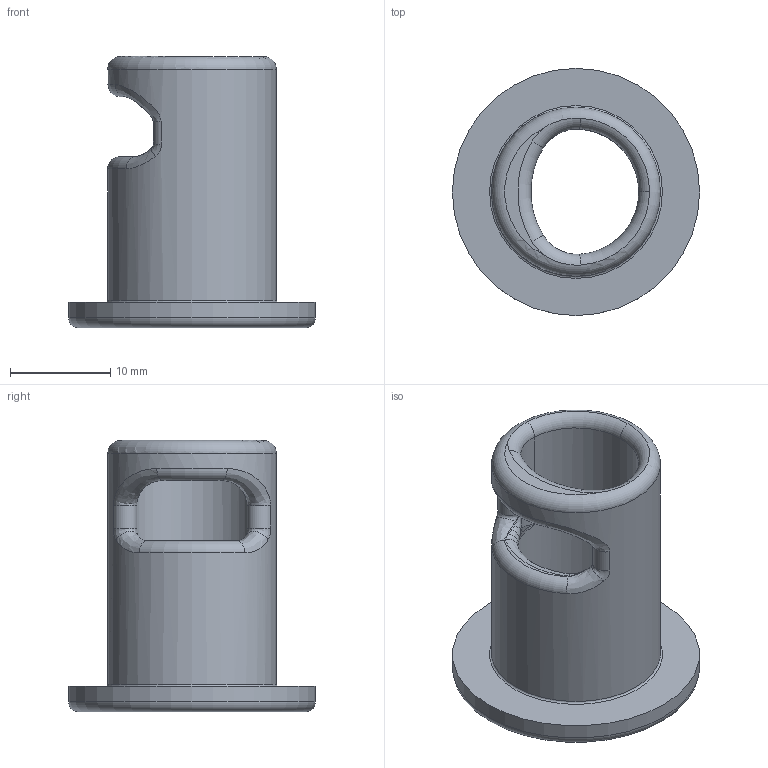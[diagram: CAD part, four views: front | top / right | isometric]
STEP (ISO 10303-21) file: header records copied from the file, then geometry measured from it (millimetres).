
FILE_DESCRIPTION(('HOOPS Exchange Step'),'2;1');
FILE_NAME('temp_export','2025-06-19T23:20:06+20:00',('me'),('Shapr3D Limited'),'HOOPS Exchange 2024.8','Shapr3D','Authorized');
FILE_SCHEMA( ('AP242_MANAGED_MODEL_BASED_3D_ENGINEERING_MIM_LF {1 0 10303 442 1 1 4}') );
Length unit declared in the file: millimetre
Products named in the file (21): print checks; LILY_51103_PART4; LILY_51103_PART3; LILY_51103_PART2; LILY_51103_PART1; CE 51103 ZR 17x30x9; swivel_4.5x17x30x9; root
Assembly tree (20 placements, depth 4):
  root
    swivel_4.5x17x30x9
      print checks
      CE 51103 ZR 17x30x9
        LILY_51103_PART4
        LILY_51103_PART4
        LILY_51103_PART4
        LILY_51103_PART4
        LILY_51103_PART4
        LILY_51103_PART4
        LILY_51103_PART4
        LILY_51103_PART4
        LILY_51103_PART4
        LILY_51103_PART4
        LILY_51103_PART4
        LILY_51103_PART4
        LILY_51103_PART4
        LILY_51103_PART4
        LILY_51103_PART3
        LILY_51103_PART2
        LILY_51103_PART1
Bounding box: 24.6 x 24.6 x 27 mm (x, y, z)
Volume: 3147.2 mm3; surface area: 3058.1 mm2
Topology: 1 solids, 1 shells, 59 faces, 147 edges, 85 vertices
Faces by surface type: bspline 24, cylinder 14, torus 13, plane 7, cone 1
Full cylindrical faces by diameter (mm): 12.5 x1, 16.8 x1, 24.6 x1
Entity records: 11182 total; most frequent: CARTESIAN_POINT 9420, DIRECTION 316, ORIENTED_EDGE 286, AXIS2_PLACEMENT_3D 145, EDGE_CURVE 143, VERTEX_POINT 85, CIRCLE 68, EDGE_LOOP 62
